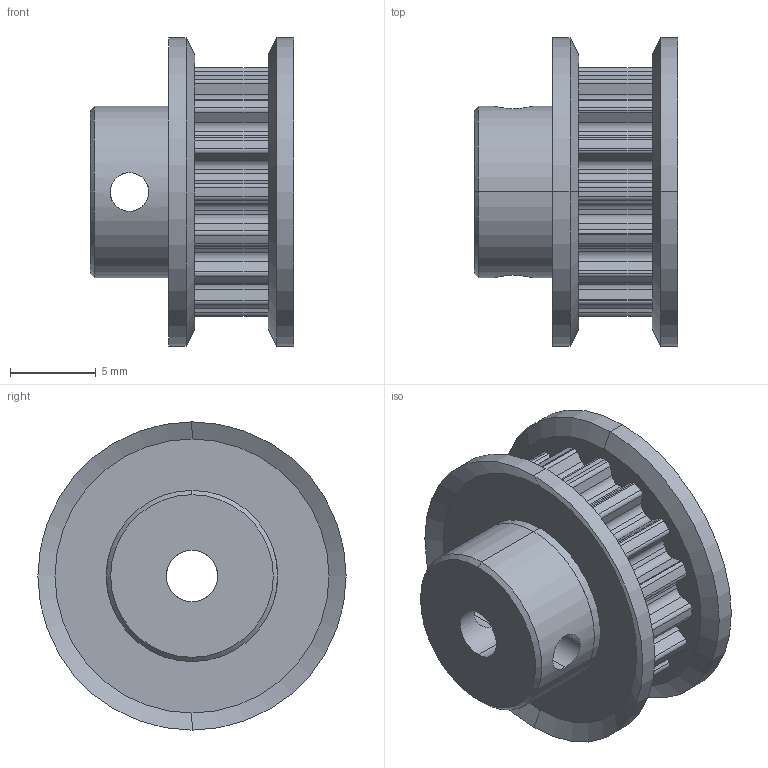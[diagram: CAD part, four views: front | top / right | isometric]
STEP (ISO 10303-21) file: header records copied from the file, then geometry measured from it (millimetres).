
FILE_DESCRIPTION (( 'STEP AP214' ), '1' );
FILE_NAME ('16t pulley.STEP', '2020-05-13T06:12:15', ( 'Kurtis' ), ( '' ), 'SwSTEP 2.0', 'SolidWorks 2015', '' );
FILE_SCHEMA (( 'AUTOMOTIVE_DESIGN' ));
Length unit declared in the file: inch
Products named in the file (1): 16t pulley
Bounding box: 11.9 x 18 x 18 mm (x, y, z)
Volume: 1435.1 mm3; surface area: 1826.8 mm2
Topology: 3 solids, 3 shells, 180 faces, 503 edges, 332 vertices
Faces by surface type: cylinder 129, plane 41, cone 10
Entity records: 6113 total; most frequent: CARTESIAN_POINT 1156, DIRECTION 1117, ORIENTED_EDGE 1006, EDGE_CURVE 503, AXIS2_PLACEMENT_3D 441, VERTEX_POINT 332, CIRCLE 260, LINE 235
